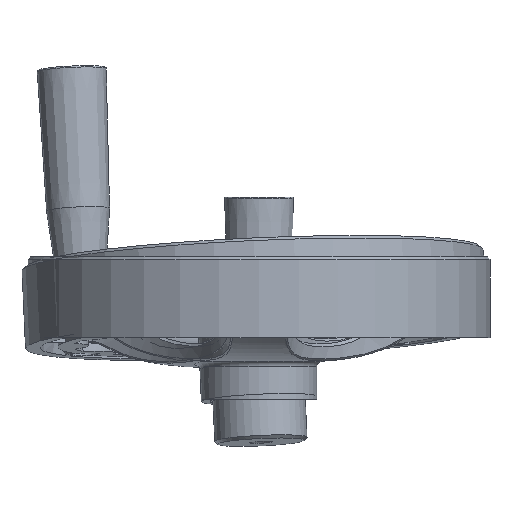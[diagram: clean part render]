
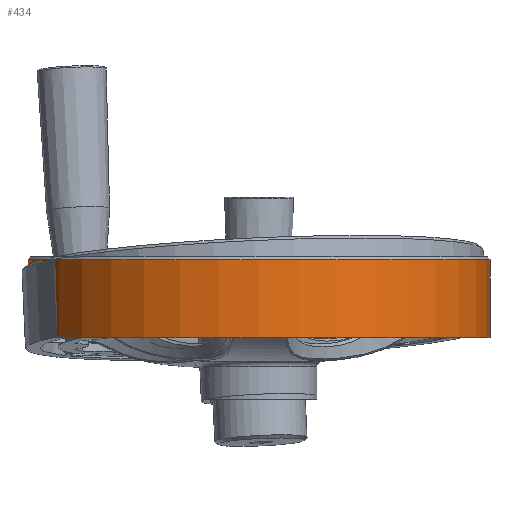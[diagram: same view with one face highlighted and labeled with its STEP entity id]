
A CAD part, left-side view. The second image highlights one B-rep face of the part: STEP entity #434.
In plain terms, the highlighted cylindrical face has radius 80 mm (diameter 160 mm), a full revolution.
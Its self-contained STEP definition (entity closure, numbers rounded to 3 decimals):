
#434 = ADVANCED_FACE( '', ( #781, #782 ), #783, .T. );
#781 = FACE_OUTER_BOUND( '', #1522, .T. );
#782 = FACE_OUTER_BOUND( '', #1523, .T. );
#783 = CYLINDRICAL_SURFACE( '', #1524, 80. );
#1522 = EDGE_LOOP( '', ( #3057 ) );
#1523 = EDGE_LOOP( '', ( #3058 ) );
#1524 = AXIS2_PLACEMENT_3D( '', #3059, #3060, #3061 );
#3057 = ORIENTED_EDGE( '', *, *, #4584, .T. );
#3058 = ORIENTED_EDGE( '', *, *, #4505, .T. );
#3059 = CARTESIAN_POINT( '', ( 0., 0., -57. ) );
#3060 = DIRECTION( '', ( 0., 0., -1. ) );
#3061 = DIRECTION( '', ( 1., 0., 0. ) );
#4505 = EDGE_CURVE( '', #5109, #5109, #5110, .T. );
#4584 = EDGE_CURVE( '', #5255, #5255, #5256, .T. );
#5109 = VERTEX_POINT( '', #5969 );
#5110 = CIRCLE( '', #5970, 80. );
#5255 = VERTEX_POINT( '', #6443 );
#5256 = CIRCLE( '', #6444, 80. );
#5969 = CARTESIAN_POINT( '', ( 80., 0., 21.255 ) );
#5970 = AXIS2_PLACEMENT_3D( '', #8421, #8422, #8423 );
#6443 = CARTESIAN_POINT( '', ( -80., 0., 48.255 ) );
#6444 = AXIS2_PLACEMENT_3D( '', #8561, #8562, #8563 );
#8421 = CARTESIAN_POINT( '', ( 0., 0., 21.255 ) );
#8422 = DIRECTION( '', ( 0., 0., 1. ) );
#8423 = DIRECTION( '', ( 1., 0., 0. ) );
#8561 = CARTESIAN_POINT( '', ( 0., 0., 48.255 ) );
#8562 = DIRECTION( '', ( 0., 0., -1. ) );
#8563 = DIRECTION( '', ( -1., 0., 0. ) );
